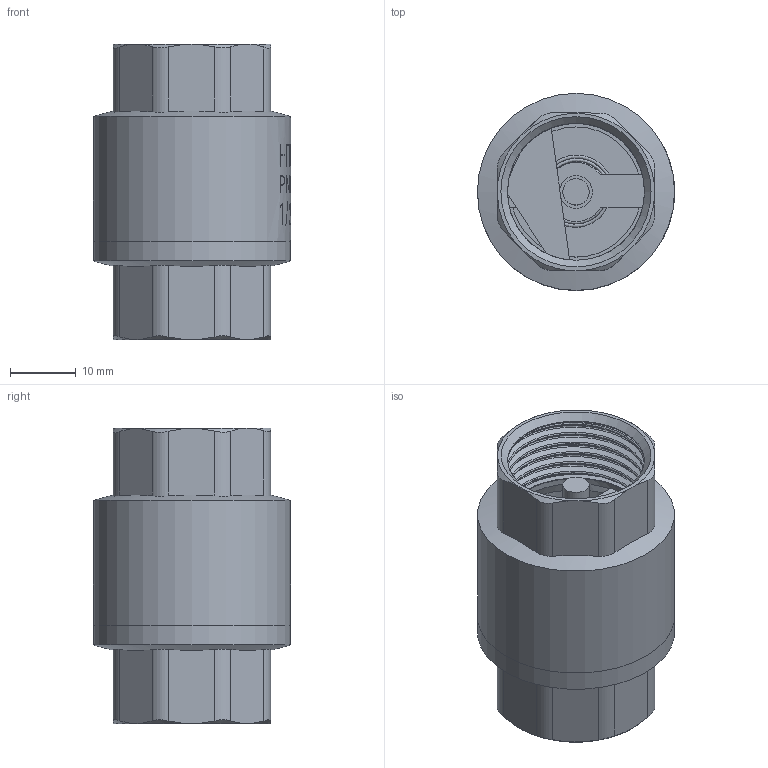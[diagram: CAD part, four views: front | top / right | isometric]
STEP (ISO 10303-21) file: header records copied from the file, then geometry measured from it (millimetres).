
FILE_DESCRIPTION(/* description */ (''),/* implementation_level */ '2;1');
FILE_NAME(/* name */ 'MAKU11.000.020.step',/* time_stamp */ '2026-04-14T09:38:05+02:00',/* author */ (''),/* organization */ (''),/* preprocessor_version */ 'ST-DEVELOPER v20.1',/* originating_system */ 'Autodesk Translation Framework v14.24.0.0',/* authorisation */ '');
FILE_SCHEMA (('AUTOMOTIVE_DESIGN { 1 0 10303 214 3 1 1 }'));
Length unit declared in the file: millimetre
Products named in the file (1): 2026-04-13-10-41-47-173
Bounding box: 30 x 30 x 45 mm (x, y, z)
Volume: 12357.4 mm3; surface area: 13801.9 mm2
Topology: 5 solids, 5 shells, 305 faces, 810 edges, 534 vertices
Faces by surface type: plane 121, bspline 96, cylinder 75, cone 11, torus 2
Full cylindrical faces by diameter (mm): 4 x3, 5 x2, 5.798 x1, 7.855 x1, 15.156 x1, 17 x1, 18.901 x1, 19.802 x1, 20.47 x1, 20.837 x1, 20.858 x1, 20.955 x4, 21.737 x1, 22.511 x1, 22.911 x4, 24.117 x1, 24.387 x1, 26.441 x2, 30 x2
Entity records: 20829 total; most frequent: CARTESIAN_POINT 14038, ORIENTED_EDGE 1608, DIRECTION 1043, EDGE_CURVE 804, VERTEX_POINT 531, AXIS2_PLACEMENT_3D 365, EDGE_LOOP 339, LINE 313
